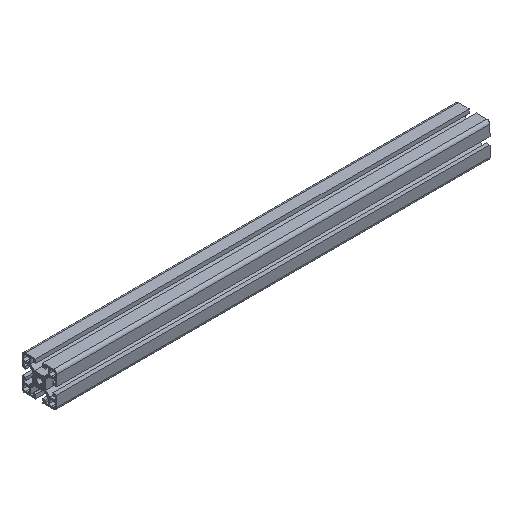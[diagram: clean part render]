
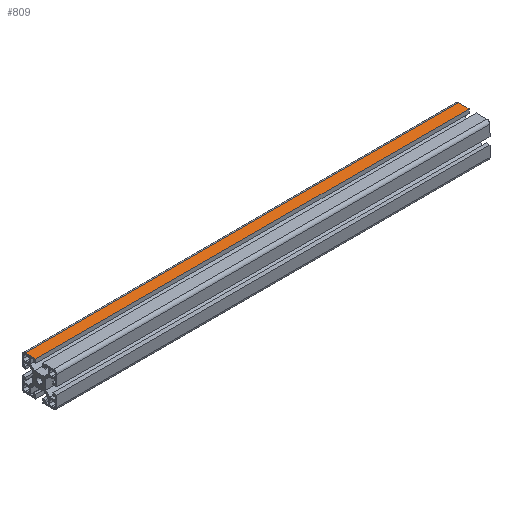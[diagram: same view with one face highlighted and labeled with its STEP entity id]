
A CAD part, isometric view. The second image highlights one B-rep face of the part: STEP entity #809.
In plain terms, the highlighted planar face has unit normal (0, 0, 1).
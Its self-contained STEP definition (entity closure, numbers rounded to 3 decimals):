
#25 = VECTOR ( 'NONE', #2561, 1000. ) ;
#106 = DIRECTION ( 'NONE',  ( -1., 0., 0. ) ) ;
#168 = VERTEX_POINT ( 'NONE', #3207 ) ;
#354 = FACE_OUTER_BOUND ( 'NONE', #2161, .T. ) ;
#544 = DIRECTION ( 'NONE',  ( 0., -1., 0. ) ) ;
#557 = LINE ( 'NONE', #996, #2310 ) ;
#682 = LINE ( 'NONE', #697, #1172 ) ;
#697 = CARTESIAN_POINT ( 'NONE',  ( 500., 16.5, -2980. ) ) ;
#755 = CARTESIAN_POINT ( 'NONE',  ( 500., 4.1, -2980. ) ) ;
#771 = ORIENTED_EDGE ( 'NONE', *, *, #2067, .T. ) ;
#809 = ADVANCED_FACE ( 'NONE', ( #354 ), #2877, .F. ) ;
#847 = ORIENTED_EDGE ( 'NONE', *, *, #1050, .F. ) ;
#978 = LINE ( 'NONE', #2860, #3051 ) ;
#996 = CARTESIAN_POINT ( 'NONE',  ( 0., 16.5, -2980. ) ) ;
#1050 = EDGE_CURVE ( 'NONE', #168, #2145, #978, .T. ) ;
#1172 = VECTOR ( 'NONE', #1723, 1000. ) ;
#1246 = VERTEX_POINT ( 'NONE', #3327 ) ;
#1273 = CARTESIAN_POINT ( 'NONE',  ( 500., 4.1, -2980. ) ) ;
#1389 = CARTESIAN_POINT ( 'NONE',  ( 500., 16.5, -2980. ) ) ;
#1478 = AXIS2_PLACEMENT_3D ( 'NONE', #1389, #2166, #106 ) ;
#1612 = CARTESIAN_POINT ( 'NONE',  ( 0., 16.5, -2980. ) ) ;
#1723 = DIRECTION ( 'NONE',  ( -1., 0., 0. ) ) ;
#1923 = ORIENTED_EDGE ( 'NONE', *, *, #3018, .F. ) ;
#1957 = ORIENTED_EDGE ( 'NONE', *, *, #2204, .T. ) ;
#2002 = LINE ( 'NONE', #755, #25 ) ;
#2067 = EDGE_CURVE ( 'NONE', #168, #2750, #682, .T. ) ;
#2145 = VERTEX_POINT ( 'NONE', #1273 ) ;
#2161 = EDGE_LOOP ( 'NONE', ( #1957, #1923, #847, #771 ) ) ;
#2166 = DIRECTION ( 'NONE',  ( 0., 0., -1. ) ) ;
#2204 = EDGE_CURVE ( 'NONE', #2750, #1246, #557, .T. ) ;
#2310 = VECTOR ( 'NONE', #2588, 1000. ) ;
#2561 = DIRECTION ( 'NONE',  ( -1., 0., 0. ) ) ;
#2588 = DIRECTION ( 'NONE',  ( 0., -1., 0. ) ) ;
#2750 = VERTEX_POINT ( 'NONE', #1612 ) ;
#2860 = CARTESIAN_POINT ( 'NONE',  ( 500., 16.5, -2980. ) ) ;
#2877 = PLANE ( 'NONE',  #1478 ) ;
#3018 = EDGE_CURVE ( 'NONE', #2145, #1246, #2002, .T. ) ;
#3051 = VECTOR ( 'NONE', #544, 1000. ) ;
#3207 = CARTESIAN_POINT ( 'NONE',  ( 500., 16.5, -2980. ) ) ;
#3327 = CARTESIAN_POINT ( 'NONE',  ( 0., 4.1, -2980. ) ) ;
